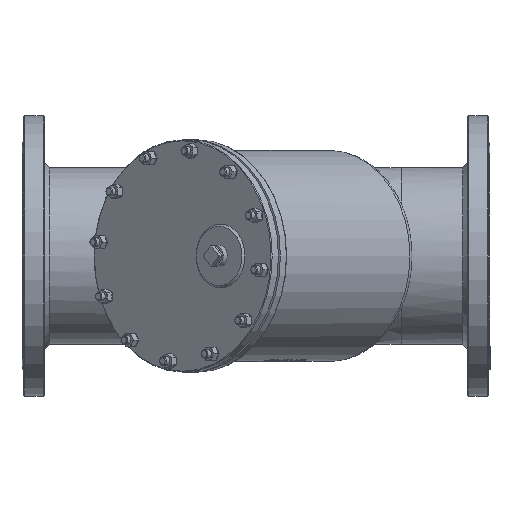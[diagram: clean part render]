
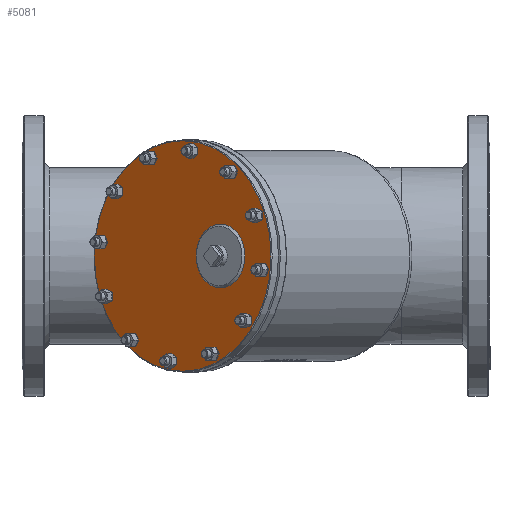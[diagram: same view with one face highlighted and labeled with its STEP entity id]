
A CAD part, front view. The second image highlights one B-rep face of the part: STEP entity #5081.
In plain terms, the highlighted planar face has unit normal (-0.643, -0.766, 0).
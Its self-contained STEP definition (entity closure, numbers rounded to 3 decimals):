
#133=FACE_BOUND('',#1518,.T.);
#134=FACE_BOUND('',#1519,.T.);
#135=FACE_BOUND('',#1520,.T.);
#136=FACE_BOUND('',#1521,.T.);
#137=FACE_BOUND('',#1522,.T.);
#138=FACE_BOUND('',#1523,.T.);
#139=FACE_BOUND('',#1524,.T.);
#140=FACE_BOUND('',#1525,.T.);
#141=FACE_BOUND('',#1526,.T.);
#142=FACE_BOUND('',#1527,.T.);
#143=FACE_BOUND('',#1528,.T.);
#144=FACE_BOUND('',#1529,.T.);
#145=FACE_BOUND('',#1530,.T.);
#816=PLANE('',#5533);
#1221=FACE_OUTER_BOUND('',#1517,.T.);
#1517=EDGE_LOOP('',(#3873));
#1518=EDGE_LOOP('',(#3874));
#1519=EDGE_LOOP('',(#3875));
#1520=EDGE_LOOP('',(#3876));
#1521=EDGE_LOOP('',(#3877));
#1522=EDGE_LOOP('',(#3878));
#1523=EDGE_LOOP('',(#3879));
#1524=EDGE_LOOP('',(#3880));
#1525=EDGE_LOOP('',(#3881));
#1526=EDGE_LOOP('',(#3882));
#1527=EDGE_LOOP('',(#3883));
#1528=EDGE_LOOP('',(#3884));
#1529=EDGE_LOOP('',(#3885));
#1530=EDGE_LOOP('',(#3886));
#1834=CIRCLE('',#5527,271.);
#1839=CIRCLE('',#5534,10.);
#1840=CIRCLE('',#5535,10.);
#1841=CIRCLE('',#5536,10.);
#1842=CIRCLE('',#5537,10.);
#1843=CIRCLE('',#5538,10.);
#1844=CIRCLE('',#5539,10.);
#1845=CIRCLE('',#5540,10.);
#1846=CIRCLE('',#5541,10.);
#1847=CIRCLE('',#5542,10.);
#1848=CIRCLE('',#5543,10.);
#1849=CIRCLE('',#5544,10.);
#1850=CIRCLE('',#5545,10.);
#1851=CIRCLE('',#5546,75.);
#2285=VERTEX_POINT('',#9523);
#2289=VERTEX_POINT('',#9535);
#2290=VERTEX_POINT('',#9537);
#2291=VERTEX_POINT('',#9539);
#2292=VERTEX_POINT('',#9541);
#2293=VERTEX_POINT('',#9543);
#2294=VERTEX_POINT('',#9545);
#2295=VERTEX_POINT('',#9547);
#2296=VERTEX_POINT('',#9549);
#2297=VERTEX_POINT('',#9551);
#2298=VERTEX_POINT('',#9553);
#2299=VERTEX_POINT('',#9555);
#2300=VERTEX_POINT('',#9557);
#2301=VERTEX_POINT('',#9559);
#2862=EDGE_CURVE('',#2285,#2285,#1834,.T.);
#2868=EDGE_CURVE('',#2289,#2289,#1839,.T.);
#2869=EDGE_CURVE('',#2290,#2290,#1840,.T.);
#2870=EDGE_CURVE('',#2291,#2291,#1841,.T.);
#2871=EDGE_CURVE('',#2292,#2292,#1842,.T.);
#2872=EDGE_CURVE('',#2293,#2293,#1843,.T.);
#2873=EDGE_CURVE('',#2294,#2294,#1844,.T.);
#2874=EDGE_CURVE('',#2295,#2295,#1845,.T.);
#2875=EDGE_CURVE('',#2296,#2296,#1846,.T.);
#2876=EDGE_CURVE('',#2297,#2297,#1847,.T.);
#2877=EDGE_CURVE('',#2298,#2298,#1848,.T.);
#2878=EDGE_CURVE('',#2299,#2299,#1849,.T.);
#2879=EDGE_CURVE('',#2300,#2300,#1850,.T.);
#2880=EDGE_CURVE('',#2301,#2301,#1851,.T.);
#3873=ORIENTED_EDGE('',*,*,#2862,.F.);
#3874=ORIENTED_EDGE('',*,*,#2868,.T.);
#3875=ORIENTED_EDGE('',*,*,#2869,.T.);
#3876=ORIENTED_EDGE('',*,*,#2870,.T.);
#3877=ORIENTED_EDGE('',*,*,#2871,.T.);
#3878=ORIENTED_EDGE('',*,*,#2872,.T.);
#3879=ORIENTED_EDGE('',*,*,#2873,.T.);
#3880=ORIENTED_EDGE('',*,*,#2874,.T.);
#3881=ORIENTED_EDGE('',*,*,#2875,.T.);
#3882=ORIENTED_EDGE('',*,*,#2876,.T.);
#3883=ORIENTED_EDGE('',*,*,#2877,.T.);
#3884=ORIENTED_EDGE('',*,*,#2878,.T.);
#3885=ORIENTED_EDGE('',*,*,#2879,.T.);
#3886=ORIENTED_EDGE('',*,*,#2880,.T.);
#5081=ADVANCED_FACE('',(#1221,#133,#134,#135,#136,#137,#138,#139,#140,#141,
#142,#143,#144,#145),#816,.T.);
#5527=AXIS2_PLACEMENT_3D('',#9524,#6519,#6520);
#5533=AXIS2_PLACEMENT_3D('',#9534,#6532,#6533);
#5534=AXIS2_PLACEMENT_3D('',#9536,#6534,#6535);
#5535=AXIS2_PLACEMENT_3D('',#9538,#6536,#6537);
#5536=AXIS2_PLACEMENT_3D('',#9540,#6538,#6539);
#5537=AXIS2_PLACEMENT_3D('',#9542,#6540,#6541);
#5538=AXIS2_PLACEMENT_3D('',#9544,#6542,#6543);
#5539=AXIS2_PLACEMENT_3D('',#9546,#6544,#6545);
#5540=AXIS2_PLACEMENT_3D('',#9548,#6546,#6547);
#5541=AXIS2_PLACEMENT_3D('',#9550,#6548,#6549);
#5542=AXIS2_PLACEMENT_3D('',#9552,#6550,#6551);
#5543=AXIS2_PLACEMENT_3D('',#9554,#6552,#6553);
#5544=AXIS2_PLACEMENT_3D('',#9556,#6554,#6555);
#5545=AXIS2_PLACEMENT_3D('',#9558,#6556,#6557);
#5546=AXIS2_PLACEMENT_3D('',#9560,#6558,#6559);
#6519=DIRECTION('center_axis',(0.643,0.766,0.));
#6520=DIRECTION('ref_axis',(-0.766,0.643,0.));
#6532=DIRECTION('center_axis',(-0.643,-0.766,0.));
#6533=DIRECTION('ref_axis',(0.,0.,1.));
#6534=DIRECTION('center_axis',(0.643,0.766,0.));
#6535=DIRECTION('ref_axis',(0.766,-0.643,0.));
#6536=DIRECTION('center_axis',(0.643,0.766,0.));
#6537=DIRECTION('ref_axis',(0.766,-0.643,0.));
#6538=DIRECTION('center_axis',(0.643,0.766,0.));
#6539=DIRECTION('ref_axis',(0.766,-0.643,0.));
#6540=DIRECTION('center_axis',(0.643,0.766,0.));
#6541=DIRECTION('ref_axis',(0.766,-0.643,0.));
#6542=DIRECTION('center_axis',(0.643,0.766,0.));
#6543=DIRECTION('ref_axis',(0.766,-0.643,0.));
#6544=DIRECTION('center_axis',(0.643,0.766,0.));
#6545=DIRECTION('ref_axis',(0.766,-0.643,0.));
#6546=DIRECTION('center_axis',(0.643,0.766,0.));
#6547=DIRECTION('ref_axis',(0.766,-0.643,0.));
#6548=DIRECTION('center_axis',(0.643,0.766,0.));
#6549=DIRECTION('ref_axis',(0.766,-0.643,0.));
#6550=DIRECTION('center_axis',(0.643,0.766,0.));
#6551=DIRECTION('ref_axis',(0.766,-0.643,0.));
#6552=DIRECTION('center_axis',(0.643,0.766,0.));
#6553=DIRECTION('ref_axis',(0.766,-0.643,0.));
#6554=DIRECTION('center_axis',(0.643,0.766,0.));
#6555=DIRECTION('ref_axis',(0.766,-0.643,0.));
#6556=DIRECTION('center_axis',(0.643,0.766,0.));
#6557=DIRECTION('ref_axis',(0.766,-0.643,0.));
#6558=DIRECTION('center_axis',(0.643,0.766,0.));
#6559=DIRECTION('ref_axis',(0.766,-0.643,0.));
#9523=CARTESIAN_POINT('',(-670.383,-500.993,-271.));
#9524=CARTESIAN_POINT('Origin',(-670.383,-500.993,0.));
#9534=CARTESIAN_POINT('Origin',(-670.383,-500.993,0.));
#9535=CARTESIAN_POINT('',(-702.941,-473.674,-246.87));
#9536=CARTESIAN_POINT('Origin',(-695.28,-480.102,-246.87));
#9537=CARTESIAN_POINT('',(-854.269,-346.694,-95.288));
#9538=CARTESIAN_POINT('Origin',(-846.609,-353.122,-95.288));
#9539=CARTESIAN_POINT('',(-653.146,-515.456,246.87));
#9540=CARTESIAN_POINT('Origin',(-645.486,-521.884,246.87));
#9541=CARTESIAN_POINT('',(-501.818,-642.436,95.288));
#9542=CARTESIAN_POINT('Origin',(-494.158,-648.864,95.288));
#9543=CARTESIAN_POINT('',(-867.157,-335.88,32.501));
#9544=CARTESIAN_POINT('Origin',(-859.496,-342.308,32.501));
#9545=CARTESIAN_POINT('',(-488.93,-653.25,-32.501));
#9546=CARTESIAN_POINT('Origin',(-481.27,-659.678,-32.501));
#9547=CARTESIAN_POINT('',(-605.049,-555.815,-230.046));
#9548=CARTESIAN_POINT('Origin',(-597.388,-562.243,-230.046));
#9549=CARTESIAN_POINT('',(-794.162,-397.13,-197.545));
#9550=CARTESIAN_POINT('Origin',(-786.501,-403.558,-197.545));
#9551=CARTESIAN_POINT('',(-561.925,-592.,197.545));
#9552=CARTESIAN_POINT('Origin',(-554.265,-598.428,197.545));
#9553=CARTESIAN_POINT('',(-751.039,-433.315,230.046));
#9554=CARTESIAN_POINT('Origin',(-743.378,-439.743,230.046));
#9555=CARTESIAN_POINT('',(-829.372,-367.586,151.582));
#9556=CARTESIAN_POINT('Origin',(-821.711,-374.014,151.582));
#9557=CARTESIAN_POINT('',(-526.715,-621.545,-151.582));
#9558=CARTESIAN_POINT('Origin',(-519.055,-627.973,-151.582));
#9559=CARTESIAN_POINT('',(-523.947,-623.868,0.));
#9560=CARTESIAN_POINT('Origin',(-581.4,-575.659,0.));
